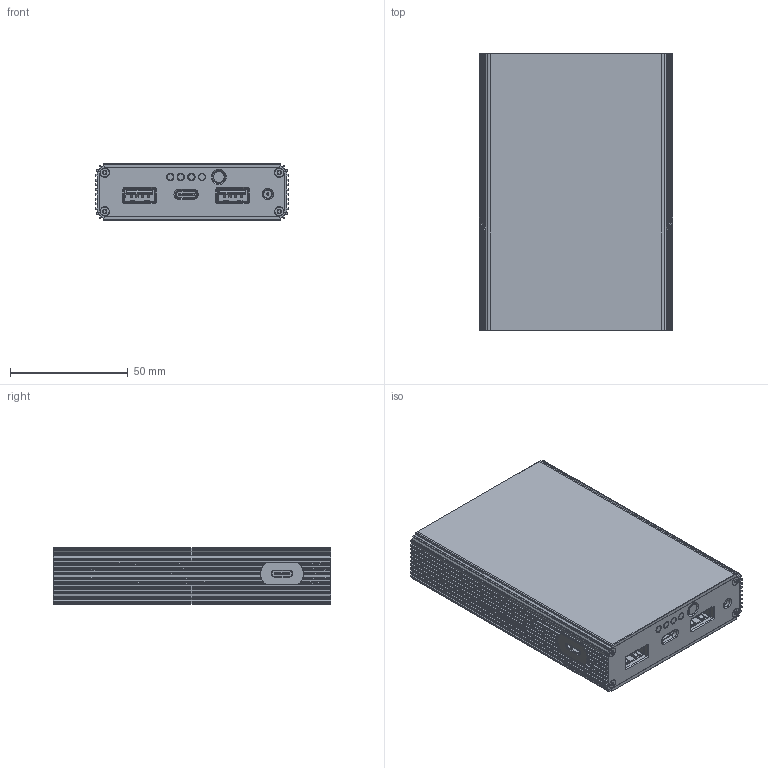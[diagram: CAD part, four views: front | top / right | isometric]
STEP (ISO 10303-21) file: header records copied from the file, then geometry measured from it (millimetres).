
FILE_DESCRIPTION(/* description */ ('STEP AP242','CAx-IF Rec.Pracs.---Representation and Presentation of Product Manufacturing Information (PMI)---4.0---2014-10-13','CAx-IF Rec.Pracs.---3D Tessellated Geometry---0.4---2014-09-14','2;1'),/* implementation_level */ '2;1');
FILE_NAME(/* name */ '683de8586d08ce5d2d5d6853',/* time_stamp */ '2025-06-02T18:07:22Z',/* author */ (''),/* organization */ (''),/* preprocessor_version */ 'ST-DEVELOPER v20',/* originating_system */ 'ONSHAPE BY PTC INC, 1.198',/* authorisation */ ' ');
FILE_SCHEMA (('AP242_MANAGED_MODEL_BASED_3D_ENGINEERING_MIM_LF { 1 0 10303 442 1 1 4 }'));
Length unit declared in the file: metre
Products named in the file (10): V50 Assembly 2025-06-02; M2 Torx Flathead Screw 10mm; Back Cap; 3511 Port; USB-C; Lightpipe; USB-A; V50 Extrusion; Front Cap; Button
Assembly tree (18 placements, depth 2):
  V50 Assembly 2025-06-02
    M2 Torx Flathead Screw 10mm  x8
    Back Cap
    3511 Port
    USB-C  x2
    Lightpipe
    USB-A  x2
    V50 Extrusion
    Front Cap
    Button
Bounding box: 82 x 117.7 x 23.95 mm (x, y, z)
Volume: 48543.6 mm3; surface area: 66340.3 mm2
Topology: 18 solids, 18 shells, 1948 faces, 5378 edges, 3374 vertices
Faces by surface type: plane 1122, cylinder 464, cone 242, bspline 100, torus 19, sphere 1
Full cylindrical faces by diameter (mm): 0.497 x2, 0.503 x2, 1 x1, 1.2 x2, 1.987 x8, 2.2 x8, 2.607 x4, 2.8 x4, 3.5 x1, 3.8 x1, 5.25 x1, 5.5 x1
Entity records: 40609 total; most frequent: CARTESIAN_POINT 9774, ORIENTED_EDGE 6376, DIRECTION 6180, EDGE_CURVE 3188, LINE 2238, VECTOR 2238, AXIS2_PLACEMENT_3D 1971, VERTEX_POINT 1970
